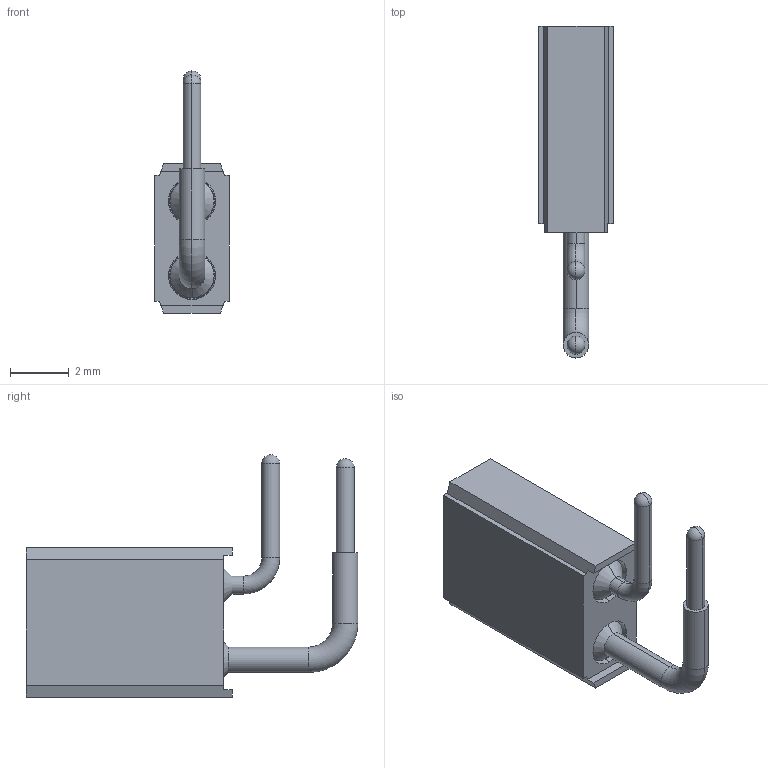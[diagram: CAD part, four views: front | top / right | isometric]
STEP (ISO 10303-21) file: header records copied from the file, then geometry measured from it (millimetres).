
FILE_DESCRIPTION (( 'STEP AP214' ), '1' );
FILE_NAME ('mill-max-803-93-002-20-001000.STEP', '2022-07-28T21:11:21', ( '' ), ( '' ), 'SwSTEP 2.0', 'SolidWorks 2022', '' );
FILE_SCHEMA (( 'AUTOMOTIVE_DESIGN' ));
Length unit declared in the file: inch
Products named in the file (4): 1306_1306-0-00-01-00-00-03-0; 1305_1305-0-00-01-00-00-03-0; P8XX-21-014-00-000000_P802-21-014-00-000000; mill-max-803-93-002-20-001000
Assembly tree (3 placements, depth 2):
  mill-max-803-93-002-20-001000
    P8XX-21-014-00-000000_P802-21-014-00-000000
    1305_1305-0-00-01-00-00-03-0
    1306_1306-0-00-01-00-00-03-0
Bounding box: 2.54 x 11.28 x 8.24 mm (x, y, z)
Volume: 71.7 mm3; surface area: 347.1 mm2
Topology: 3 solids, 3 shells, 485 faces, 1070 edges, 592 vertices
Faces by surface type: plane 267, cylinder 118, cone 92, torus 4, sphere 4
Entity records: 13478 total; most frequent: CARTESIAN_POINT 3337, ORIENTED_EDGE 2116, DIRECTION 2040, EDGE_CURVE 1058, AXIS2_PLACEMENT_3D 891, VERTEX_POINT 588, EDGE_LOOP 498, FACE_OUTER_BOUND 485
